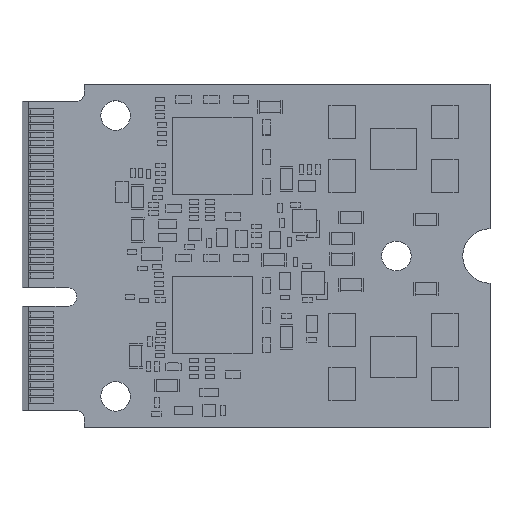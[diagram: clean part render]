
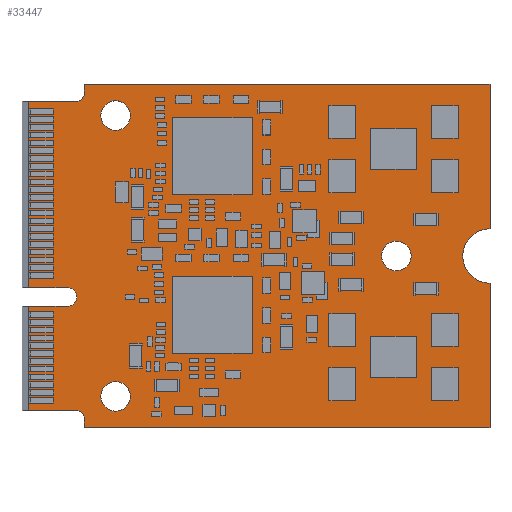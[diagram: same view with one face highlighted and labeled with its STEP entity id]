
A CAD part, top view. The second image highlights one B-rep face of the part: STEP entity #33447.
In plain terms, the highlighted planar face has unit normal (0, 0, 1).
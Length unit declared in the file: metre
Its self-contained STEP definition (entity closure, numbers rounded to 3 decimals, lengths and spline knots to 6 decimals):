
#911=CIRCLE('',#38430,0.000498);
#912=CIRCLE('',#38431,0.00175);
#913=CIRCLE('',#38432,0.000498);
#914=CIRCLE('',#38433,0.0006);
#915=CIRCLE('',#38434,0.00095);
#916=CIRCLE('',#38435,0.00095);
#917=CIRCLE('',#38436,0.00095);
#925=ORIENTED_EDGE('',*,*,#10525,.T.);
#926=ORIENTED_EDGE('',*,*,#10526,.F.);
#927=ORIENTED_EDGE('',*,*,#10527,.F.);
#928=ORIENTED_EDGE('',*,*,#10528,.F.);
#929=ORIENTED_EDGE('',*,*,#10529,.F.);
#930=ORIENTED_EDGE('',*,*,#10530,.F.);
#931=ORIENTED_EDGE('',*,*,#10531,.F.);
#932=ORIENTED_EDGE('',*,*,#10532,.F.);
#933=ORIENTED_EDGE('',*,*,#10533,.F.);
#934=ORIENTED_EDGE('',*,*,#10534,.F.);
#935=ORIENTED_EDGE('',*,*,#10535,.F.);
#936=ORIENTED_EDGE('',*,*,#10536,.F.);
#937=ORIENTED_EDGE('',*,*,#10537,.T.);
#938=ORIENTED_EDGE('',*,*,#10538,.F.);
#939=ORIENTED_EDGE('',*,*,#10539,.F.);
#940=ORIENTED_EDGE('',*,*,#10540,.F.);
#941=ORIENTED_EDGE('',*,*,#10541,.F.);
#942=ORIENTED_EDGE('',*,*,#10542,.F.);
#943=ORIENTED_EDGE('',*,*,#10543,.F.);
#10525=EDGE_CURVE('',#15325,#15326,#18583,.T.);
#10526=EDGE_CURVE('',#15327,#15326,#18584,.T.);
#10527=EDGE_CURVE('',#15328,#15327,#911,.T.);
#10528=EDGE_CURVE('',#15329,#15328,#18585,.T.);
#10529=EDGE_CURVE('',#15330,#15329,#18586,.T.);
#10530=EDGE_CURVE('',#15331,#15330,#18587,.T.);
#10531=EDGE_CURVE('',#15332,#15331,#912,.T.);
#10532=EDGE_CURVE('',#15333,#15332,#18588,.T.);
#10533=EDGE_CURVE('',#15334,#15333,#18589,.T.);
#10534=EDGE_CURVE('',#15335,#15334,#18590,.T.);
#10535=EDGE_CURVE('',#15336,#15335,#913,.T.);
#10536=EDGE_CURVE('',#15337,#15336,#18591,.T.);
#10537=EDGE_CURVE('',#15337,#15338,#18592,.T.);
#10538=EDGE_CURVE('',#15339,#15338,#18593,.T.);
#10539=EDGE_CURVE('',#15340,#15339,#914,.T.);
#10540=EDGE_CURVE('',#15325,#15340,#18594,.T.);
#10541=EDGE_CURVE('',#15341,#15341,#915,.T.);
#10542=EDGE_CURVE('',#15342,#15342,#916,.T.);
#10543=EDGE_CURVE('',#15343,#15343,#917,.T.);
#15325=VERTEX_POINT('',#49607);
#15326=VERTEX_POINT('',#49608);
#15327=VERTEX_POINT('',#49610);
#15328=VERTEX_POINT('',#49612);
#15329=VERTEX_POINT('',#49614);
#15330=VERTEX_POINT('',#49616);
#15331=VERTEX_POINT('',#49618);
#15332=VERTEX_POINT('',#49620);
#15333=VERTEX_POINT('',#49622);
#15334=VERTEX_POINT('',#49624);
#15335=VERTEX_POINT('',#49626);
#15336=VERTEX_POINT('',#49628);
#15337=VERTEX_POINT('',#49630);
#15338=VERTEX_POINT('',#49632);
#15339=VERTEX_POINT('',#49634);
#15340=VERTEX_POINT('',#49636);
#15341=VERTEX_POINT('',#49639);
#15342=VERTEX_POINT('',#49641);
#15343=VERTEX_POINT('',#49643);
#18583=LINE('',#49606,#22949);
#18584=LINE('',#49609,#22950);
#18585=LINE('',#49613,#22951);
#18586=LINE('',#49615,#22952);
#18587=LINE('',#49617,#22953);
#18588=LINE('',#49621,#22954);
#18589=LINE('',#49623,#22955);
#18590=LINE('',#49625,#22956);
#18591=LINE('',#49629,#22957);
#18592=LINE('',#49631,#22958);
#18593=LINE('',#49633,#22959);
#18594=LINE('',#49637,#22960);
#22949=VECTOR('',#40702,1.);
#22950=VECTOR('',#40703,1.);
#22951=VECTOR('',#40706,1.);
#22952=VECTOR('',#40707,1.);
#22953=VECTOR('',#40708,1.);
#22954=VECTOR('',#40711,1.);
#22955=VECTOR('',#40712,1.);
#22956=VECTOR('',#40713,1.);
#22957=VECTOR('',#40716,1.);
#22958=VECTOR('',#40717,1.);
#22959=VECTOR('',#40718,1.);
#22960=VECTOR('',#40721,1.);
#27315=EDGE_LOOP('',(#925,#926,#927,#928,#929,#930,#931,#932,#933,#934,
#935,#936,#937,#938,#939,#940));
#27316=EDGE_LOOP('',(#941));
#27317=EDGE_LOOP('',(#942));
#27318=EDGE_LOOP('',(#943));
#29343=FACE_BOUND('',#27315,.T.);
#29344=FACE_BOUND('',#27316,.T.);
#29345=FACE_BOUND('',#27317,.T.);
#29346=FACE_BOUND('',#27318,.T.);
#31371=PLANE('',#38429);
#33447=ADVANCED_FACE('',(#29343,#29344,#29345,#29346),#31371,.F.);
#38429=AXIS2_PLACEMENT_3D('',#49605,#40700,#40701);
#38430=AXIS2_PLACEMENT_3D('',#49611,#40704,#40705);
#38431=AXIS2_PLACEMENT_3D('',#49619,#40709,#40710);
#38432=AXIS2_PLACEMENT_3D('',#49627,#40714,#40715);
#38433=AXIS2_PLACEMENT_3D('',#49635,#40719,#40720);
#38434=AXIS2_PLACEMENT_3D('',#49638,#40722,#40723);
#38435=AXIS2_PLACEMENT_3D('',#49640,#40724,#40725);
#38436=AXIS2_PLACEMENT_3D('',#49642,#40726,#40727);
#40700=DIRECTION('',(0.,0.,-1.));
#40701=DIRECTION('',(0.,-1.,0.));
#40702=DIRECTION('',(0.,-1.,0.));
#40703=DIRECTION('',(-1.,0.,0.));
#40704=DIRECTION('',(0.,0.,1.));
#40705=DIRECTION('',(1.,-0.003,0.));
#40706=DIRECTION('',(0.,1.,0.));
#40707=DIRECTION('',(-1.,0.,0.));
#40708=DIRECTION('',(0.,-1.,0.));
#40709=DIRECTION('',(0.,0.,1.));
#40710=DIRECTION('',(0.,1.,0.));
#40711=DIRECTION('',(0.,-1.,0.));
#40712=DIRECTION('',(1.,0.,0.));
#40713=DIRECTION('',(0.,1.,0.));
#40714=DIRECTION('',(0.,0.,1.));
#40715=DIRECTION('',(-0.003,-1.,0.));
#40716=DIRECTION('',(1.,0.,0.));
#40717=DIRECTION('',(0.,-1.,0.));
#40718=DIRECTION('',(-1.,0.,0.));
#40719=DIRECTION('',(0.,0.,1.));
#40720=DIRECTION('',(0.,-1.,0.));
#40721=DIRECTION('',(1.,0.,0.));
#40722=DIRECTION('',(0.,0.,1.));
#40723=DIRECTION('',(1.,0.,0.));
#40724=DIRECTION('',(0.,0.,1.));
#40725=DIRECTION('',(1.,0.,0.));
#40726=DIRECTION('',(0.,0.,1.));
#40727=DIRECTION('',(1.,0.,0.));
#49605=CARTESIAN_POINT('',(0.,0.007775,0.));
#49606=CARTESIAN_POINT('',(0.000413,0.007775,0.));
#49607=CARTESIAN_POINT('',(0.000413,0.007775,0.));
#49608=CARTESIAN_POINT('',(0.000413,0.001075,0.));
#49609=CARTESIAN_POINT('',(0.0035,0.001075,0.));
#49610=CARTESIAN_POINT('',(0.0035,0.001075,0.));
#49611=CARTESIAN_POINT('',(0.003502,0.000577,0.));
#49612=CARTESIAN_POINT('',(0.004,0.000576,0.));
#49613=CARTESIAN_POINT('',(0.004,0.021425,0.));
#49614=CARTESIAN_POINT('',(0.004,0.,0.));
#49615=CARTESIAN_POINT('',(0.03,0.,0.));
#49616=CARTESIAN_POINT('',(0.03,0.,0.));
#49617=CARTESIAN_POINT('',(0.03,0.022,0.));
#49618=CARTESIAN_POINT('',(0.03,0.00925,0.));
#49619=CARTESIAN_POINT('',(0.03,0.011,0.));
#49620=CARTESIAN_POINT('',(0.03,0.01275,0.));
#49621=CARTESIAN_POINT('',(0.03,0.022,0.));
#49622=CARTESIAN_POINT('',(0.03,0.022,0.));
#49623=CARTESIAN_POINT('',(0.004,0.022,0.));
#49624=CARTESIAN_POINT('',(0.004,0.022,0.));
#49625=CARTESIAN_POINT('',(0.004,0.021425,0.));
#49626=CARTESIAN_POINT('',(0.004,0.021425,0.));
#49627=CARTESIAN_POINT('',(0.003502,0.021423,0.));
#49628=CARTESIAN_POINT('',(0.0035,0.020925,0.));
#49629=CARTESIAN_POINT('',(0.,0.020925,0.));
#49630=CARTESIAN_POINT('',(0.000413,0.020925,0.));
#49631=CARTESIAN_POINT('',(0.000413,0.007775,0.));
#49632=CARTESIAN_POINT('',(0.000413,0.008975,0.));
#49633=CARTESIAN_POINT('',(0.0029,0.008975,0.));
#49634=CARTESIAN_POINT('',(0.0029,0.008975,0.));
#49635=CARTESIAN_POINT('',(0.0029,0.008375,0.));
#49636=CARTESIAN_POINT('',(0.0029,0.007775,0.));
#49637=CARTESIAN_POINT('',(0.,0.007775,0.));
#49638=CARTESIAN_POINT('',(0.006,0.02,0.));
#49639=CARTESIAN_POINT('',(0.00695,0.02,0.));
#49640=CARTESIAN_POINT('',(0.006,0.002,0.));
#49641=CARTESIAN_POINT('',(0.00695,0.002,0.));
#49642=CARTESIAN_POINT('',(0.024,0.011,0.));
#49643=CARTESIAN_POINT('',(0.02495,0.011,0.));
